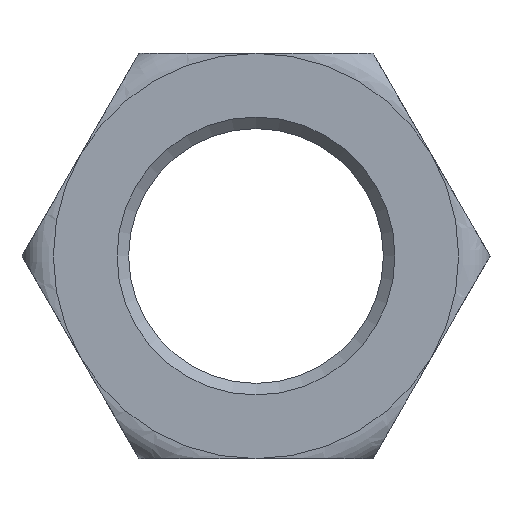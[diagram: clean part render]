
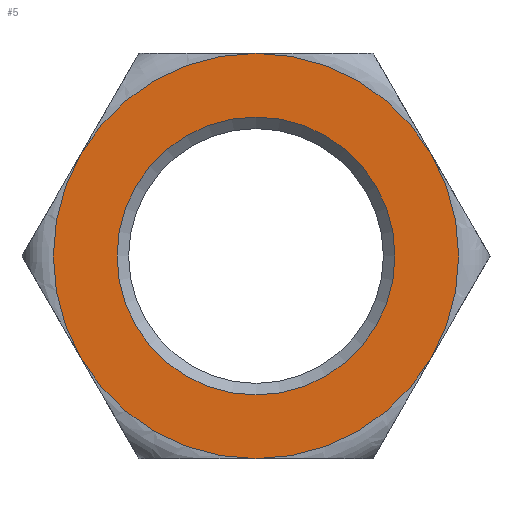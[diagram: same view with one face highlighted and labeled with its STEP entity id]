
A CAD part, front view. The second image highlights one B-rep face of the part: STEP entity #5.
In plain terms, the highlighted planar face has unit normal (0, -1, 0).
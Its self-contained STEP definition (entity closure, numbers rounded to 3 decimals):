
#5 = ADVANCED_FACE ( 'NONE', ( #164, #1033 ), #1372, .F. ) ;
#9 = CARTESIAN_POINT ( 'NONE',  ( 45.466, -29., 26.25 ) ) ;
#15 = ORIENTED_EDGE ( 'NONE', *, *, #530, .F. ) ;
#20 = AXIS2_PLACEMENT_3D ( 'NONE', #173, #610, #392 ) ;
#28 = ORIENTED_EDGE ( 'NONE', *, *, #433, .F. ) ;
#37 = CARTESIAN_POINT ( 'NONE',  ( 0., -29., 0. ) ) ;
#40 = VERTEX_POINT ( 'NONE', #400 ) ;
#41 = DIRECTION ( 'NONE',  ( -0.5, 0., -0.866 ) ) ;
#46 = VECTOR ( 'NONE', #41, 1000. ) ;
#87 = CARTESIAN_POINT ( 'NONE',  ( 0., -29., 52.5 ) ) ;
#98 = DIRECTION ( 'NONE',  ( 1., 0., 0. ) ) ;
#103 = ORIENTED_EDGE ( 'NONE', *, *, #1128, .F. ) ;
#113 = DIRECTION ( 'NONE',  ( -0.5, 0., 0.866 ) ) ;
#124 = ORIENTED_EDGE ( 'NONE', *, *, #737, .F. ) ;
#131 = VECTOR ( 'NONE', #267, 1000. ) ;
#154 = CIRCLE ( 'NONE', #1258, 52.5 ) ;
#164 = FACE_BOUND ( 'NONE', #818, .T. ) ;
#173 = CARTESIAN_POINT ( 'NONE',  ( 0., -29., 0. ) ) ;
#187 = CIRCLE ( 'NONE', #981, 52.5 ) ;
#205 = AXIS2_PLACEMENT_3D ( 'NONE', #248, #894, #363 ) ;
#227 = EDGE_CURVE ( 'NONE', #790, #1348, #620, .T. ) ;
#248 = CARTESIAN_POINT ( 'NONE',  ( 0., -29., 0. ) ) ;
#266 = VERTEX_POINT ( 'NONE', #558 ) ;
#267 = DIRECTION ( 'NONE',  ( 1., 0., 0. ) ) ;
#279 = DIRECTION ( 'NONE',  ( 1., 0., 0. ) ) ;
#280 = CIRCLE ( 'NONE', #624, 52.5 ) ;
#289 = DIRECTION ( 'NONE',  ( 0.5, 0., 0.866 ) ) ;
#298 = EDGE_CURVE ( 'NONE', #950, #950, #344, .T. ) ;
#299 = CARTESIAN_POINT ( 'NONE',  ( 0., -29., -52.5 ) ) ;
#321 = DIRECTION ( 'NONE',  ( 0., 1., 0. ) ) ;
#344 = CIRCLE ( 'NONE', #1024, 36. ) ;
#346 = VECTOR ( 'NONE', #289, 1000. ) ;
#348 = CARTESIAN_POINT ( 'NONE',  ( 45.466, -29., -26.25 ) ) ;
#363 = DIRECTION ( 'NONE',  ( 1., 0., 0. ) ) ;
#392 = DIRECTION ( 'NONE',  ( 0., 0., 1. ) ) ;
#400 = CARTESIAN_POINT ( 'NONE',  ( -45.466, -29., 26.25 ) ) ;
#406 = DIRECTION ( 'NONE',  ( 0., 1., 0. ) ) ;
#414 = CARTESIAN_POINT ( 'NONE',  ( 0., -29., -52.5 ) ) ;
#433 = EDGE_CURVE ( 'NONE', #1270, #790, #827, .T. ) ;
#442 = VERTEX_POINT ( 'NONE', #860 ) ;
#467 = DIRECTION ( 'NONE',  ( -1., 0., 0. ) ) ;
#475 = EDGE_CURVE ( 'NONE', #266, #1343, #154, .T. ) ;
#481 = AXIS2_PLACEMENT_3D ( 'NONE', #513, #1280, #1176 ) ;
#503 = VECTOR ( 'NONE', #1023, 1000. ) ;
#513 = CARTESIAN_POINT ( 'NONE',  ( 0., -29., 0. ) ) ;
#528 = CARTESIAN_POINT ( 'NONE',  ( 0., -29., 52.5 ) ) ;
#530 = EDGE_CURVE ( 'NONE', #553, #1270, #944, .T. ) ;
#553 = VERTEX_POINT ( 'NONE', #528 ) ;
#558 = CARTESIAN_POINT ( 'NONE',  ( -45.466, -29., 26.25 ) ) ;
#582 = LINE ( 'NONE', #1020, #46 ) ;
#595 = ORIENTED_EDGE ( 'NONE', *, *, #1153, .F. ) ;
#610 = DIRECTION ( 'NONE',  ( 0., 1., 0. ) ) ;
#620 = CIRCLE ( 'NONE', #205, 52.5 ) ;
#624 = AXIS2_PLACEMENT_3D ( 'NONE', #727, #406, #844 ) ;
#646 = CARTESIAN_POINT ( 'NONE',  ( 0., -29., 0. ) ) ;
#676 = EDGE_CURVE ( 'NONE', #1246, #1132, #187, .T. ) ;
#699 = CARTESIAN_POINT ( 'NONE',  ( 30.311, -29., 52.5 ) ) ;
#724 = CARTESIAN_POINT ( 'NONE',  ( 0., -29., 0. ) ) ;
#727 = CARTESIAN_POINT ( 'NONE',  ( 0., -29., 0. ) ) ;
#737 = EDGE_CURVE ( 'NONE', #442, #40, #1173, .T. ) ;
#740 = AXIS2_PLACEMENT_3D ( 'NONE', #1297, #321, #1071 ) ;
#784 = CARTESIAN_POINT ( 'NONE',  ( 45.466, -29., 26.25 ) ) ;
#790 = VERTEX_POINT ( 'NONE', #9 ) ;
#818 = EDGE_LOOP ( 'NONE', ( #992 ) ) ;
#827 = LINE ( 'NONE', #699, #503 ) ;
#835 = CARTESIAN_POINT ( 'NONE',  ( -60.622, -29., 0. ) ) ;
#844 = DIRECTION ( 'NONE',  ( 1., 0., 0. ) ) ;
#860 = CARTESIAN_POINT ( 'NONE',  ( -45.466, -29., -26.25 ) ) ;
#889 = VERTEX_POINT ( 'NONE', #946 ) ;
#894 = DIRECTION ( 'NONE',  ( 0., 1., 0. ) ) ;
#896 = ORIENTED_EDGE ( 'NONE', *, *, #227, .F. ) ;
#905 = EDGE_CURVE ( 'NONE', #1343, #553, #1027, .T. ) ;
#906 = CARTESIAN_POINT ( 'NONE',  ( -30.311, -29., -52.5 ) ) ;
#921 = ORIENTED_EDGE ( 'NONE', *, *, #1199, .F. ) ;
#931 = LINE ( 'NONE', #1093, #1306 ) ;
#944 = CIRCLE ( 'NONE', #740, 52.5 ) ;
#945 = VECTOR ( 'NONE', #113, 1000. ) ;
#946 = CARTESIAN_POINT ( 'NONE',  ( -45.466, -29., -26.25 ) ) ;
#950 = VERTEX_POINT ( 'NONE', #1281 ) ;
#981 = AXIS2_PLACEMENT_3D ( 'NONE', #724, #1255, #279 ) ;
#992 = ORIENTED_EDGE ( 'NONE', *, *, #298, .T. ) ;
#994 = DIRECTION ( 'NONE',  ( 0., 1., 0. ) ) ;
#1002 = EDGE_CURVE ( 'NONE', #1348, #1246, #582, .T. ) ;
#1005 = ORIENTED_EDGE ( 'NONE', *, *, #1002, .F. ) ;
#1012 = VERTEX_POINT ( 'NONE', #414 ) ;
#1020 = CARTESIAN_POINT ( 'NONE',  ( 60.622, -29., 0. ) ) ;
#1023 = DIRECTION ( 'NONE',  ( 0.5, 0., -0.866 ) ) ;
#1024 = AXIS2_PLACEMENT_3D ( 'NONE', #37, #994, #1227 ) ;
#1027 = LINE ( 'NONE', #1358, #131 ) ;
#1033 = FACE_OUTER_BOUND ( 'NONE', #1370, .T. ) ;
#1071 = DIRECTION ( 'NONE',  ( 1., 0., 0. ) ) ;
#1093 = CARTESIAN_POINT ( 'NONE',  ( 30.311, -29., -52.5 ) ) ;
#1110 = ORIENTED_EDGE ( 'NONE', *, *, #676, .F. ) ;
#1117 = EDGE_CURVE ( 'NONE', #40, #266, #1378, .T. ) ;
#1128 = EDGE_CURVE ( 'NONE', #1012, #889, #280, .T. ) ;
#1129 = ORIENTED_EDGE ( 'NONE', *, *, #1117, .F. ) ;
#1132 = VERTEX_POINT ( 'NONE', #299 ) ;
#1153 = EDGE_CURVE ( 'NONE', #889, #442, #1283, .T. ) ;
#1170 = CARTESIAN_POINT ( 'NONE',  ( 45.466, -29., -26.25 ) ) ;
#1173 = CIRCLE ( 'NONE', #481, 52.5 ) ;
#1176 = DIRECTION ( 'NONE',  ( 1., 0., 0. ) ) ;
#1187 = DIRECTION ( 'NONE',  ( 0., 1., 0. ) ) ;
#1199 = EDGE_CURVE ( 'NONE', #1132, #1012, #931, .T. ) ;
#1214 = ORIENTED_EDGE ( 'NONE', *, *, #475, .F. ) ;
#1227 = DIRECTION ( 'NONE',  ( 0., 0., 1. ) ) ;
#1246 = VERTEX_POINT ( 'NONE', #348 ) ;
#1255 = DIRECTION ( 'NONE',  ( 0., 1., 0. ) ) ;
#1258 = AXIS2_PLACEMENT_3D ( 'NONE', #646, #1187, #98 ) ;
#1270 = VERTEX_POINT ( 'NONE', #784 ) ;
#1280 = DIRECTION ( 'NONE',  ( 0., 1., 0. ) ) ;
#1281 = CARTESIAN_POINT ( 'NONE',  ( 0., -29., 36. ) ) ;
#1283 = LINE ( 'NONE', #906, #945 ) ;
#1297 = CARTESIAN_POINT ( 'NONE',  ( 0., -29., 0. ) ) ;
#1306 = VECTOR ( 'NONE', #467, 1000. ) ;
#1318 = ORIENTED_EDGE ( 'NONE', *, *, #905, .F. ) ;
#1343 = VERTEX_POINT ( 'NONE', #87 ) ;
#1348 = VERTEX_POINT ( 'NONE', #1170 ) ;
#1358 = CARTESIAN_POINT ( 'NONE',  ( -30.311, -29., 52.5 ) ) ;
#1370 = EDGE_LOOP ( 'NONE', ( #1110, #1005, #896, #28, #15, #1318, #1214, #1129, #124, #595, #103, #921 ) ) ;
#1372 = PLANE ( 'NONE',  #20 ) ;
#1378 = LINE ( 'NONE', #835, #346 ) ;
